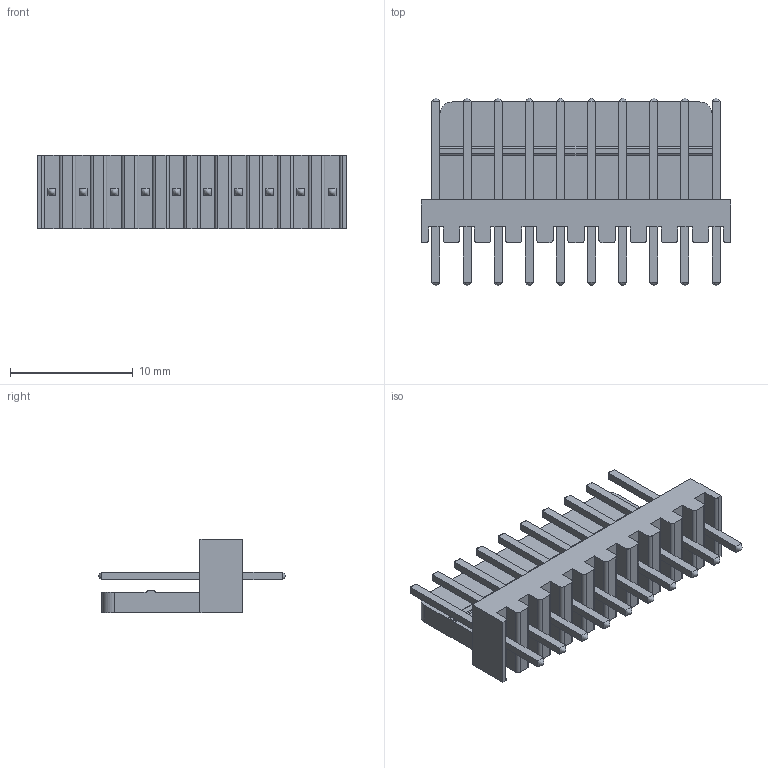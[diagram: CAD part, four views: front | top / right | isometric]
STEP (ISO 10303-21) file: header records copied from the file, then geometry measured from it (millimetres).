
FILE_DESCRIPTION (( 'STEP AP214' ), '1' );
FILE_NAME ('User Library-Molex 10 pines.STEP', '2015-03-01T14:19:21', ( 'Windows User' ), ( '' ), 'SwSTEP 2.0', 'SolidWorks 2015', '' );
FILE_SCHEMA (( 'AUTOMOTIVE_DESIGN' ));
Length unit declared in the file: millimetre
Products named in the file (1): User Library-Molex 10 pines
Bounding box: 25.22 x 15.3 x 6 mm (x, y, z)
Volume: 784.4 mm3; surface area: 1330.6 mm2
Topology: 1 solids, 1 shells, 178 faces, 468 edges, 312 vertices
Faces by surface type: plane 132, cylinder 26, bspline 20
Entity records: 8296 total; most frequent: CARTESIAN_POINT 2059, ORIENTED_EDGE 936, DIRECTION 758, EDGE_CURVE 468, VECTOR 336, LINE 336, VERTEX_POINT 312, AXIS2_PLACEMENT_3D 211
